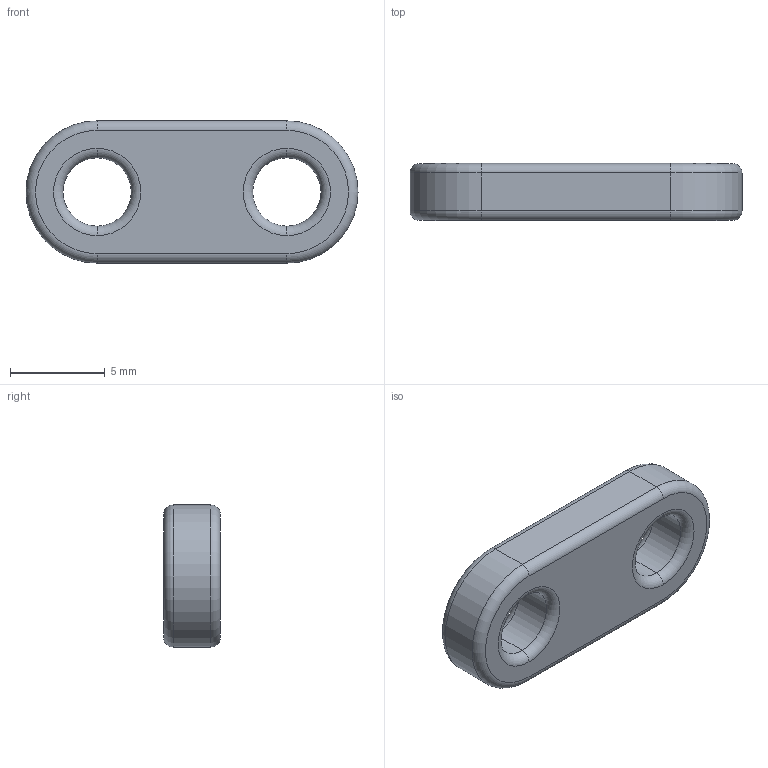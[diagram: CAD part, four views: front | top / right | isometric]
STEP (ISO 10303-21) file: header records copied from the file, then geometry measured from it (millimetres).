
FILE_DESCRIPTION (( 'STEP AP203' ), '1' );
FILE_NAME ('Link.SLDPRT.STEP', '2023-07-05T00:02:51', ( '' ), ( '' ), 'SwSTEP 2.0', 'SolidWorks 2022', '' );
FILE_SCHEMA (( 'CONFIG_CONTROL_DESIGN' ));
Length unit declared in the file: millimetre
Products named in the file (1): Link.SLDPRT
Bounding box: 17.5 x 3 x 7.5 mm (x, y, z)
Volume: 289.3 mm3; surface area: 368 mm2
Topology: 1 solids, 1 shells, 26 faces, 56 edges, 32 vertices
Faces by surface type: torus 12, cylinder 10, plane 4
Entity records: 797 total; most frequent: DIRECTION 150, CARTESIAN_POINT 115, ORIENTED_EDGE 112, AXIS2_PLACEMENT_3D 67, EDGE_CURVE 56, CIRCLE 40, VERTEX_POINT 32, EDGE_LOOP 30
